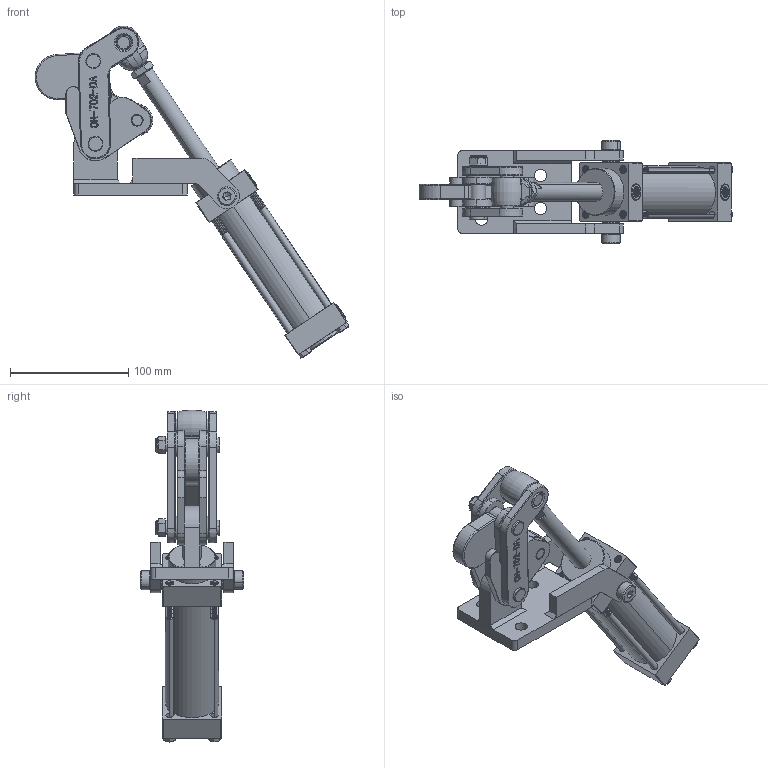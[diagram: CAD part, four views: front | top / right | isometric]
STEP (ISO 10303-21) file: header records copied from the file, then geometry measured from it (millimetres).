
FILE_DESCRIPTION (( 'STEP AP203' ), '1' );
FILE_NAME ('CH-702-DA.STEP', '2017-12-05T03:51:57', ( 'Windows' ), ( 'Microsoft' ), 'SwSTEP 2.0', 'SolidWorks 2015', '' );
FILE_SCHEMA (( 'CONFIG_CONTROL_DESIGN' ));
Length unit declared in the file: millimetre
Products named in the file (21): CH-702-D-07; Air cylinder-2; CH-702-D-08; Air cylinder-3; CH-702-D-09; CH-702-DA-010203_默认<按加工>; Air cylinder-4; CH-702-D-12; CH-702-D-01; CH-702-DA-04; CH-702-DA-01; CH-702-D-03; CH-702-D-13; M10-20; CH-702-D-04; 3-8-16 LOCK NUT; Air cylinder-1; CH-702-D-05; 錨璃2; CH-702-D-06; CH-702-DA
Assembly tree (35 placements, depth 2):
  CH-702-DA
    CH-702-DA-010203_默认<按加工>
    CH-702-D-01
    CH-702-D-03
    CH-702-D-04
    CH-702-D-05
    CH-702-D-06  x2
    CH-702-D-07  x2
    CH-702-D-08  x2
    CH-702-D-09  x2
    CH-702-D-12  x4
    CH-702-DA-01
    M10-20  x2
    Air cylinder-1
    Air cylinder-2
    Air cylinder-3  x4
    Air cylinder-4
    CH-702-DA-04  x2
    CH-702-D-13  x2
    3-8-16 LOCK NUT  x2
    錨璃2  x2
Bounding box: 265.42 x 87.6 x 280.84 mm (x, y, z)
Volume: 595769.7 mm3; surface area: 183060.3 mm2
Topology: 44 solids, 44 shells, 1939 faces, 5008 edges, 3225 vertices
Faces by surface type: cylinder 886, plane 477, bspline 237, cone 194, torus 145
Entity records: 77127 total; most frequent: CARTESIAN_POINT 41175, ORIENTED_EDGE 7822, DIRECTION 5942, EDGE_CURVE 3911, VERTEX_POINT 2521, AXIS2_PLACEMENT_3D 2136, VECTOR 1670, LINE 1670
